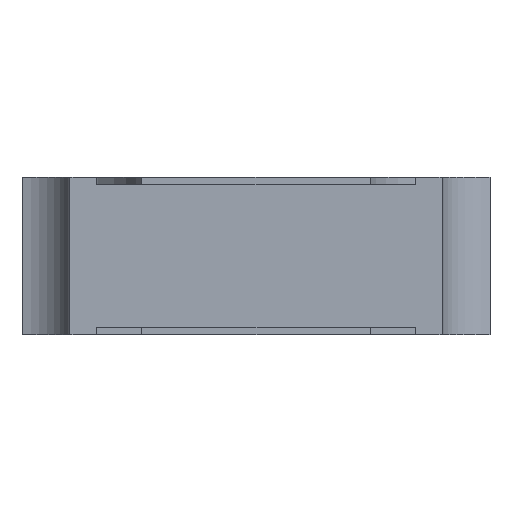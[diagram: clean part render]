
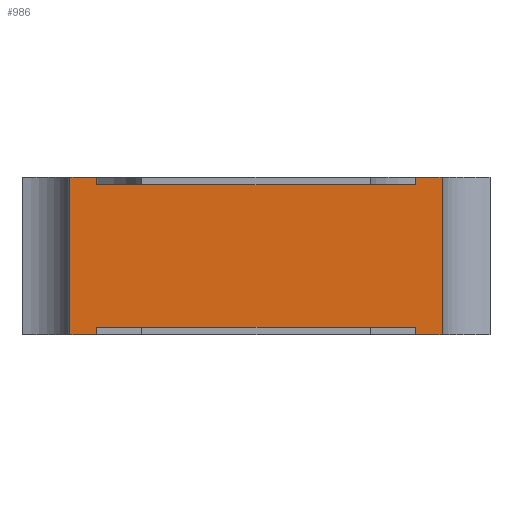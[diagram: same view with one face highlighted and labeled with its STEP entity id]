
A CAD part, front view. The second image highlights one B-rep face of the part: STEP entity #986.
In plain terms, the highlighted planar face has unit normal (0, -1, 0).
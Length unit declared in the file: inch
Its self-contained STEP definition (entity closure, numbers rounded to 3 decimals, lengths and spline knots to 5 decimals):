
#16 = CARTESIAN_POINT ( 'NONE',  ( -0.065, -0.05, 0.042 ) ) ;
#83 = DIRECTION ( 'NONE',  ( 0., 0., -1. ) ) ;
#96 = CARTESIAN_POINT ( 'NONE',  ( -0.0425, -0.05, 0. ) ) ;
#101 = LINE ( 'NONE', #1436, #707 ) ;
#129 = DIRECTION ( 'NONE',  ( 1., 0., 0. ) ) ;
#151 = EDGE_CURVE ( 'NONE', #185, #1791, #1155, .T. ) ;
#159 = VERTEX_POINT ( 'NONE', #1711 ) ;
#185 = VERTEX_POINT ( 'NONE', #250 ) ;
#227 = VECTOR ( 'NONE', #906, 39.37008 ) ;
#250 = CARTESIAN_POINT ( 'NONE',  ( -0.0425, -0.05, 0.002 ) ) ;
#313 = CARTESIAN_POINT ( 'NONE',  ( -0.0425, -0.05, 0.04 ) ) ;
#360 = VECTOR ( 'NONE', #802, 39.37008 ) ;
#371 = LINE ( 'NONE', #16, #2221 ) ;
#442 = ORIENTED_EDGE ( 'NONE', *, *, #151, .T. ) ;
#448 = LINE ( 'NONE', #684, #227 ) ;
#464 = CARTESIAN_POINT ( 'NONE',  ( 0.0425, -0.05, 0.002 ) ) ;
#494 = CARTESIAN_POINT ( 'NONE',  ( -0.0425, -0.05, 0.04 ) ) ;
#553 = DIRECTION ( 'NONE',  ( 0., 0., -1. ) ) ;
#574 = DIRECTION ( 'NONE',  ( -1., 0., 0. ) ) ;
#592 = EDGE_CURVE ( 'NONE', #1817, #788, #448, .T. ) ;
#626 = CARTESIAN_POINT ( 'NONE',  ( 0.0497, -0.05, 0.002 ) ) ;
#635 = VECTOR ( 'NONE', #2409, 39.37008 ) ;
#649 = VERTEX_POINT ( 'NONE', #2422 ) ;
#684 = CARTESIAN_POINT ( 'NONE',  ( 0.0425, -0.05, 0.04 ) ) ;
#707 = VECTOR ( 'NONE', #1634, 39.37008 ) ;
#738 = ORIENTED_EDGE ( 'NONE', *, *, #800, .T. ) ;
#753 = VECTOR ( 'NONE', #83, 39.37008 ) ;
#773 = CARTESIAN_POINT ( 'NONE',  ( -0.0497, -0.05, 0. ) ) ;
#788 = VERTEX_POINT ( 'NONE', #1499 ) ;
#800 = EDGE_CURVE ( 'NONE', #1879, #1533, #1347, .T. ) ;
#802 = DIRECTION ( 'NONE',  ( 1., 0., 0. ) ) ;
#834 = DIRECTION ( 'NONE',  ( 0., 0., -1. ) ) ;
#837 = VERTEX_POINT ( 'NONE', #96 ) ;
#906 = DIRECTION ( 'NONE',  ( 0., 0., 1. ) ) ;
#915 = DIRECTION ( 'NONE',  ( 0., 0., 1. ) ) ;
#948 = CARTESIAN_POINT ( 'NONE',  ( -0.065, -0.05, 0.042 ) ) ;
#961 = LINE ( 'NONE', #1693, #2244 ) ;
#980 = ORIENTED_EDGE ( 'NONE', *, *, #2343, .T. ) ;
#986 = ADVANCED_FACE ( 'NONE', ( #1248 ), #1284, .F. ) ;
#1028 = VERTEX_POINT ( 'NONE', #1476 ) ;
#1057 = VERTEX_POINT ( 'NONE', #494 ) ;
#1085 = CARTESIAN_POINT ( 'NONE',  ( 0.0497, -0.05, 0. ) ) ;
#1094 = EDGE_CURVE ( 'NONE', #1057, #1879, #1991, .T. ) ;
#1119 = LINE ( 'NONE', #1863, #2168 ) ;
#1131 = ORIENTED_EDGE ( 'NONE', *, *, #2110, .T. ) ;
#1155 = LINE ( 'NONE', #2311, #1534 ) ;
#1181 = ORIENTED_EDGE ( 'NONE', *, *, #1672, .T. ) ;
#1244 = EDGE_CURVE ( 'NONE', #1028, #788, #371, .T. ) ;
#1248 = FACE_OUTER_BOUND ( 'NONE', #1400, .T. ) ;
#1249 = LINE ( 'NONE', #626, #753 ) ;
#1284 = PLANE ( 'NONE',  #1982 ) ;
#1287 = CARTESIAN_POINT ( 'NONE',  ( -0.0425, -0.05, 0.042 ) ) ;
#1301 = ORIENTED_EDGE ( 'NONE', *, *, #1416, .T. ) ;
#1342 = DIRECTION ( 'NONE',  ( -1., 0., 0. ) ) ;
#1347 = LINE ( 'NONE', #948, #2102 ) ;
#1365 = DIRECTION ( 'NONE',  ( 1., 0., 0. ) ) ;
#1395 = ORIENTED_EDGE ( 'NONE', *, *, #1244, .T. ) ;
#1400 = EDGE_LOOP ( 'NONE', ( #2252, #2416, #1624, #738, #1131, #1301, #1907, #442, #1181, #980, #2392, #1395 ) ) ;
#1416 = EDGE_CURVE ( 'NONE', #1987, #837, #1818, .T. ) ;
#1436 = CARTESIAN_POINT ( 'NONE',  ( 0.0425, -0.05, 0.002 ) ) ;
#1476 = CARTESIAN_POINT ( 'NONE',  ( 0.0497, -0.05, 0.042 ) ) ;
#1499 = CARTESIAN_POINT ( 'NONE',  ( 0.0425, -0.05, 0.042 ) ) ;
#1516 = EDGE_CURVE ( 'NONE', #1817, #1057, #1119, .T. ) ;
#1533 = VERTEX_POINT ( 'NONE', #1874 ) ;
#1534 = VECTOR ( 'NONE', #1365, 39.37008 ) ;
#1624 = ORIENTED_EDGE ( 'NONE', *, *, #1094, .T. ) ;
#1629 = VECTOR ( 'NONE', #834, 39.37008 ) ;
#1634 = DIRECTION ( 'NONE',  ( 0., 0., -1. ) ) ;
#1641 = DIRECTION ( 'NONE',  ( 0., 1., 0. ) ) ;
#1672 = EDGE_CURVE ( 'NONE', #1791, #649, #101, .T. ) ;
#1674 = CARTESIAN_POINT ( 'NONE',  ( 0.0425, -0.05, 0.04 ) ) ;
#1691 = DIRECTION ( 'NONE',  ( -1., 0., 0. ) ) ;
#1693 = CARTESIAN_POINT ( 'NONE',  ( -0.0425, -0.05, 0.002 ) ) ;
#1711 = CARTESIAN_POINT ( 'NONE',  ( 0.0497, -0.05, 0. ) ) ;
#1791 = VERTEX_POINT ( 'NONE', #464 ) ;
#1817 = VERTEX_POINT ( 'NONE', #1674 ) ;
#1818 = LINE ( 'NONE', #1085, #1970 ) ;
#1863 = CARTESIAN_POINT ( 'NONE',  ( -0.065, -0.05, 0.04 ) ) ;
#1874 = CARTESIAN_POINT ( 'NONE',  ( -0.0497, -0.05, 0.042 ) ) ;
#1879 = VERTEX_POINT ( 'NONE', #1287 ) ;
#1880 = CARTESIAN_POINT ( 'NONE',  ( 0.0497, -0.05, 0. ) ) ;
#1907 = ORIENTED_EDGE ( 'NONE', *, *, #2027, .F. ) ;
#1970 = VECTOR ( 'NONE', #129, 39.37008 ) ;
#1980 = LINE ( 'NONE', #2318, #1629 ) ;
#1982 = AXIS2_PLACEMENT_3D ( 'NONE', #2398, #1641, #915 ) ;
#1987 = VERTEX_POINT ( 'NONE', #773 ) ;
#1991 = LINE ( 'NONE', #313, #635 ) ;
#2027 = EDGE_CURVE ( 'NONE', #185, #837, #961, .T. ) ;
#2102 = VECTOR ( 'NONE', #1691, 39.37008 ) ;
#2110 = EDGE_CURVE ( 'NONE', #1533, #1987, #1980, .T. ) ;
#2137 = EDGE_CURVE ( 'NONE', #1028, #159, #1249, .T. ) ;
#2168 = VECTOR ( 'NONE', #1342, 39.37008 ) ;
#2221 = VECTOR ( 'NONE', #574, 39.37008 ) ;
#2244 = VECTOR ( 'NONE', #553, 39.37008 ) ;
#2252 = ORIENTED_EDGE ( 'NONE', *, *, #592, .F. ) ;
#2276 = LINE ( 'NONE', #1880, #360 ) ;
#2311 = CARTESIAN_POINT ( 'NONE',  ( 0.0425, -0.05, 0.002 ) ) ;
#2318 = CARTESIAN_POINT ( 'NONE',  ( -0.0497, -0.05, 0.002 ) ) ;
#2343 = EDGE_CURVE ( 'NONE', #649, #159, #2276, .T. ) ;
#2392 = ORIENTED_EDGE ( 'NONE', *, *, #2137, .F. ) ;
#2398 = CARTESIAN_POINT ( 'NONE',  ( 0.0497, -0.05, 0.002 ) ) ;
#2409 = DIRECTION ( 'NONE',  ( 0., 0., 1. ) ) ;
#2416 = ORIENTED_EDGE ( 'NONE', *, *, #1516, .T. ) ;
#2422 = CARTESIAN_POINT ( 'NONE',  ( 0.0425, -0.05, 0. ) ) ;
